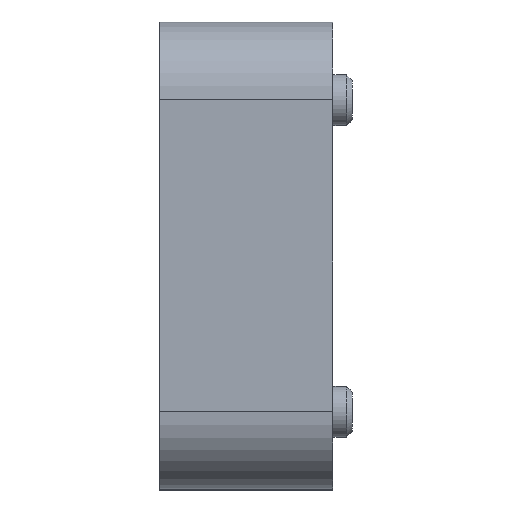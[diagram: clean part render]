
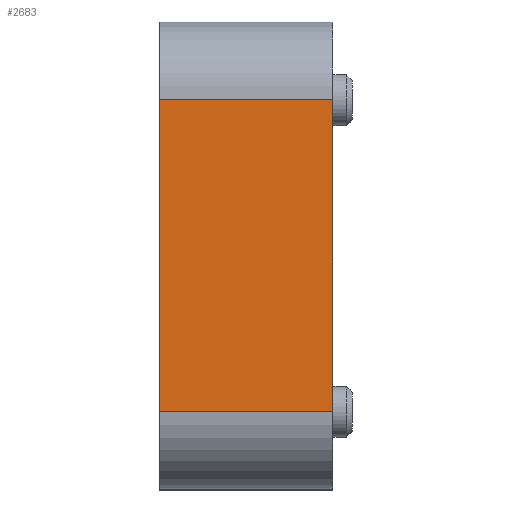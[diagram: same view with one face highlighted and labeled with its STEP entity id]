
A CAD part, top view. The second image highlights one B-rep face of the part: STEP entity #2683.
In plain terms, the highlighted planar face has unit normal (0, 0, 1).
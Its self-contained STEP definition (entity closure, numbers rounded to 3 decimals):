
#53=PLANE('',#2899);
#272=FACE_OUTER_BOUND('',#430,.T.);
#430=EDGE_LOOP('',(#2310,#2311,#2312,#2313));
#732=LINE('',#7859,#879);
#770=LINE('',#9598,#917);
#771=LINE('',#9599,#918);
#772=LINE('',#9600,#919);
#879=VECTOR('',#3252,1.);
#917=VECTOR('',#3440,1.);
#918=VECTOR('',#3441,1.);
#919=VECTOR('',#3442,1.);
#1106=VERTEX_POINT('',#7844);
#1113=VERTEX_POINT('',#7857);
#1178=VERTEX_POINT('',#9596);
#1179=VERTEX_POINT('',#9597);
#1473=EDGE_CURVE('',#1113,#1106,#732,.T.);
#1572=EDGE_CURVE('',#1178,#1179,#770,.T.);
#1573=EDGE_CURVE('',#1106,#1178,#771,.T.);
#1574=EDGE_CURVE('',#1113,#1179,#772,.T.);
#2310=ORIENTED_EDGE('',*,*,#1572,.F.);
#2311=ORIENTED_EDGE('',*,*,#1573,.F.);
#2312=ORIENTED_EDGE('',*,*,#1473,.F.);
#2313=ORIENTED_EDGE('',*,*,#1574,.T.);
#2683=ADVANCED_FACE('',(#272),#53,.F.);
#2899=AXIS2_PLACEMENT_3D('',#9595,#3438,#3439);
#3252=DIRECTION('',(0.,-1.,0.));
#3438=DIRECTION('center_axis',(0.,0.,-1.));
#3439=DIRECTION('ref_axis',(0.,-1.,0.));
#3440=DIRECTION('',(0.,1.,0.));
#3441=DIRECTION('',(-1.,0.,0.));
#3442=DIRECTION('',(-1.,0.,0.));
#7844=CARTESIAN_POINT('',(-4.1,-6.,18.));
#7857=CARTESIAN_POINT('',(-4.1,10.,18.));
#7859=CARTESIAN_POINT('',(-4.1,6.,18.));
#9595=CARTESIAN_POINT('Origin',(-4.1,10.,18.));
#9596=CARTESIAN_POINT('',(-13.,-6.,18.));
#9597=CARTESIAN_POINT('',(-13.,10.,18.));
#9598=CARTESIAN_POINT('',(-13.,-0.5,18.));
#9599=CARTESIAN_POINT('',(-4.1,-6.,18.));
#9600=CARTESIAN_POINT('',(-4.1,10.,18.));
